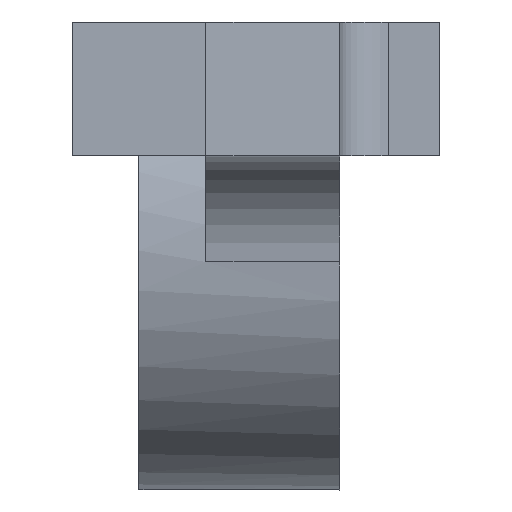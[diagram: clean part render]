
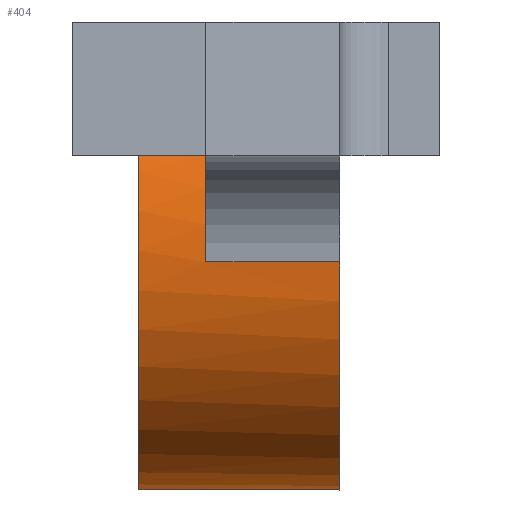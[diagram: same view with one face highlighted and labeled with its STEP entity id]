
A CAD part, left-side view. The second image highlights one B-rep face of the part: STEP entity #404.
In plain terms, the highlighted cylindrical face has radius 3.5 mm (diameter 7 mm), a partial arc.
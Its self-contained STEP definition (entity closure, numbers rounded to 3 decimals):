
#50=FACE_OUTER_BOUND('',#72,.T.);
#72=EDGE_LOOP('',(#363,#364,#365,#366,#367,#368));
#82=LINE('',#592,#125);
#90=LINE('',#615,#133);
#114=LINE('',#668,#157);
#125=VECTOR('',#477,10.);
#133=VECTOR('',#495,10.);
#157=VECTOR('',#545,10.);
#170=CIRCLE('',#441,3.5);
#173=CIRCLE('',#451,3.5);
#174=CIRCLE('',#452,3.5);
#182=VERTEX_POINT('',#586);
#184=VERTEX_POINT('',#590);
#191=VERTEX_POINT('',#608);
#194=VERTEX_POINT('',#613);
#209=VERTEX_POINT('',#665);
#210=VERTEX_POINT('',#667);
#222=EDGE_CURVE('',#182,#184,#82,.T.);
#233=EDGE_CURVE('',#191,#194,#90,.T.);
#252=EDGE_CURVE('',#194,#182,#170,.T.);
#260=EDGE_CURVE('',#210,#209,#114,.T.);
#266=EDGE_CURVE('',#184,#210,#173,.T.);
#267=EDGE_CURVE('',#191,#209,#174,.T.);
#363=ORIENTED_EDGE('',*,*,#266,.T.);
#364=ORIENTED_EDGE('',*,*,#260,.T.);
#365=ORIENTED_EDGE('',*,*,#267,.F.);
#366=ORIENTED_EDGE('',*,*,#233,.T.);
#367=ORIENTED_EDGE('',*,*,#252,.T.);
#368=ORIENTED_EDGE('',*,*,#222,.T.);
#385=CYLINDRICAL_SURFACE('',#450,3.5);
#404=ADVANCED_FACE('',(#50),#385,.T.);
#441=AXIS2_PLACEMENT_3D('',#651,#529,#530);
#450=AXIS2_PLACEMENT_3D('',#678,#558,#559);
#451=AXIS2_PLACEMENT_3D('',#679,#560,#561);
#452=AXIS2_PLACEMENT_3D('',#680,#562,#563);
#477=DIRECTION('',(0.,1.,0.));
#495=DIRECTION('',(0.,-1.,0.));
#529=DIRECTION('center_axis',(0.,1.,0.));
#530=DIRECTION('ref_axis',(1.,0.,0.));
#545=DIRECTION('',(0.,1.,0.));
#558=DIRECTION('center_axis',(0.,1.,0.));
#559=DIRECTION('ref_axis',(-0.67,0.,-0.742));
#560=DIRECTION('center_axis',(0.,1.,0.));
#561=DIRECTION('ref_axis',(1.,0.,0.));
#562=DIRECTION('center_axis',(0.,1.,0.));
#563=DIRECTION('ref_axis',(1.,0.,0.));
#586=CARTESIAN_POINT('',(14.501,0.,-1.589));
#590=CARTESIAN_POINT('',(14.501,2.,-1.589));
#592=CARTESIAN_POINT('',(14.501,0.,-1.589));
#608=CARTESIAN_POINT('',(21.482,3.,-1.145));
#613=CARTESIAN_POINT('',(21.482,0.,-1.145));
#615=CARTESIAN_POINT('',(21.482,3.,-1.145));
#651=CARTESIAN_POINT('Origin',(18.,0.,-1.5));
#665=CARTESIAN_POINT('',(18.,3.,2.));
#667=CARTESIAN_POINT('',(18.,2.,2.));
#668=CARTESIAN_POINT('',(18.,0.,2.));
#678=CARTESIAN_POINT('Origin',(18.,0.,-1.5));
#679=CARTESIAN_POINT('Origin',(18.,2.,-1.5));
#680=CARTESIAN_POINT('Origin',(18.,3.,-1.5));
